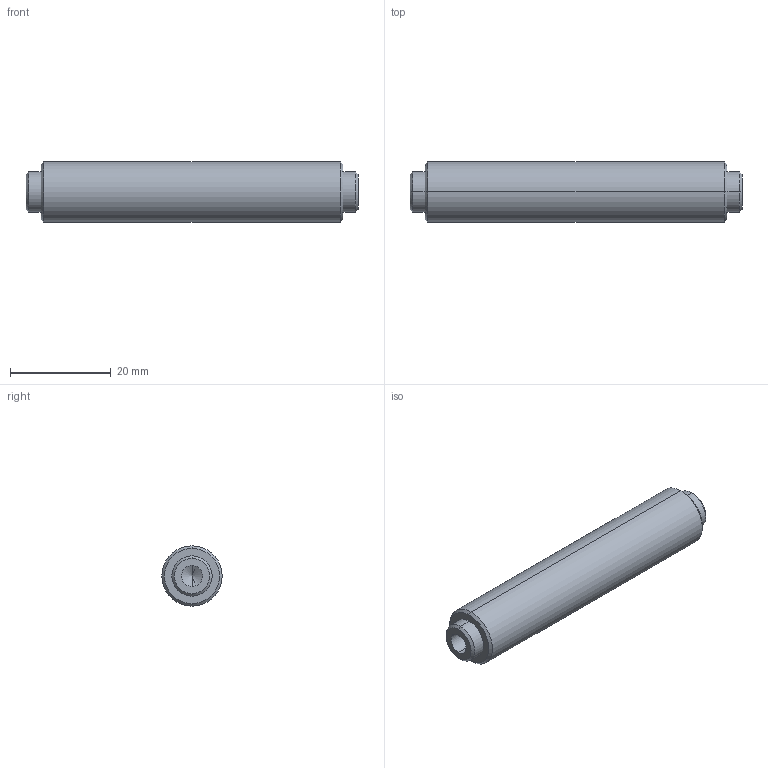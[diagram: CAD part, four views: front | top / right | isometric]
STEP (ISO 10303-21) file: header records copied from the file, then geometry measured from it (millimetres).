
FILE_DESCRIPTION (( 'STEP AP214' ), '1' );
FILE_NAME ('AXE STRUCTURE 1 REP 5.STEP', '2021-01-31T12:21:09', ( '' ), ( '' ), 'SwSTEP 2.0', 'SolidWorks 2019', '' );
FILE_SCHEMA (( 'AUTOMOTIVE_DESIGN' ));
Length unit declared in the file: millimetre
Products named in the file (1): AXE STRUCTURE 1 REP 5
Bounding box: 66 x 12 x 12 mm (x, y, z)
Volume: 6658.8 mm3; surface area: 2988.1 mm2
Topology: 1 solids, 1 shells, 26 faces, 54 edges, 30 vertices
Faces by surface type: cone 12, cylinder 10, plane 4
Entity records: 740 total; most frequent: DIRECTION 132, CARTESIAN_POINT 107, ORIENTED_EDGE 100, AXIS2_PLACEMENT_3D 55, EDGE_CURVE 50, VERTEX_POINT 30, EDGE_LOOP 30, CIRCLE 28
